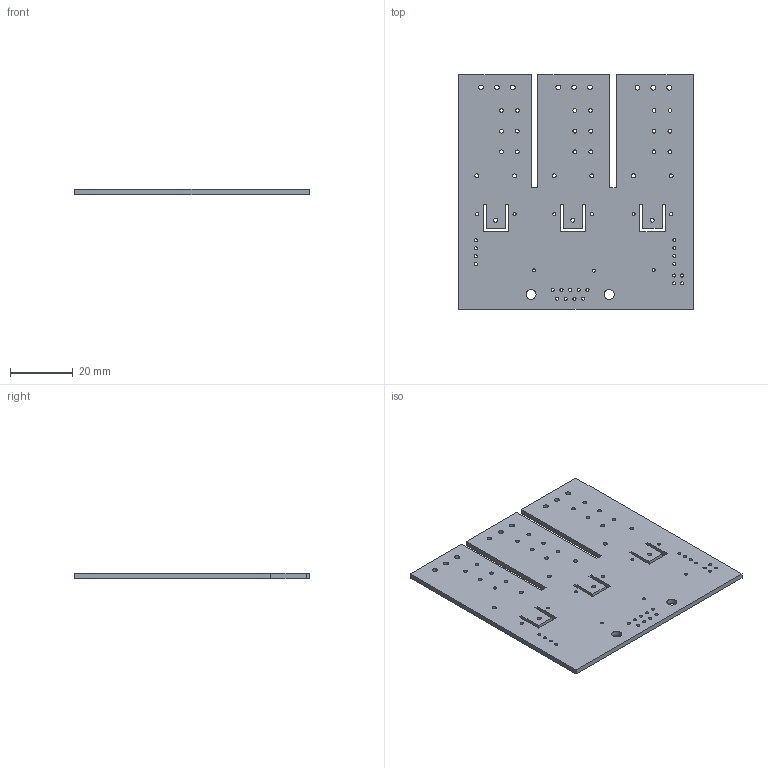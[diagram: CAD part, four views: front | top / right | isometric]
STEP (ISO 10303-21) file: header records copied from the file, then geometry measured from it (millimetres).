
FILE_DESCRIPTION(('KiCad electronic assembly'),'2;1');
FILE_NAME('relay-pc-module.step','2022-07-13T10:46:23',('Pcbnew'),( 'Kicad'),'Open CASCADE STEP processor 7.6','KiCad to STEP converter' ,'Unknown');
FILE_SCHEMA(('AUTOMOTIVE_DESIGN { 1 0 10303 214 1 1 1 1 }'));
Length unit declared in the file: millimetre
Products named in the file (2): relay-pc-module 1; relay-pc-module PCB
Assembly tree (1 placements, depth 2):
  relay-pc-module 1
    relay-pc-module PCB
Bounding box: 75.03 x 75.09 x 1.6 mm (x, y, z)
Volume: 8512.1 mm3; surface area: 12009.4 mm2
Topology: 1 solids, 1 shells, 121 faces, 357 edges, 238 vertices
Faces by surface type: cylinder 68, plane 53
Full cylindrical faces by diameter (mm): 1 x30, 1.2 x18, 1.3 x9, 1.52 x9, 3.2 x2
Entity records: 9059 total; most frequent: DIRECTION 1453, CARTESIAN_POINT 1432, LINE 799, VECTOR 799, ORIENTED_EDGE 714, PCURVE 714, DEFINITIONAL_REPRESENTATION 714, EDGE_CURVE 357
